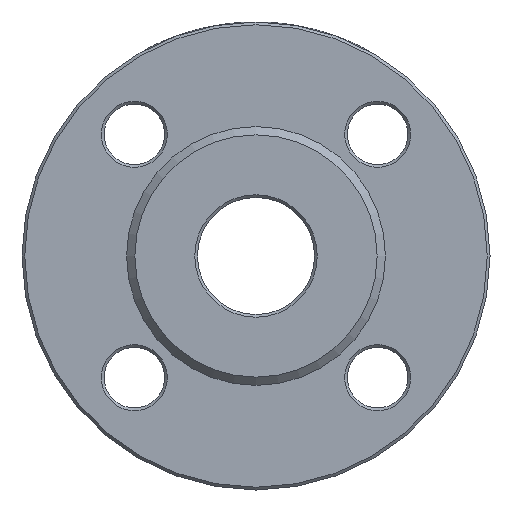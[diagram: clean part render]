
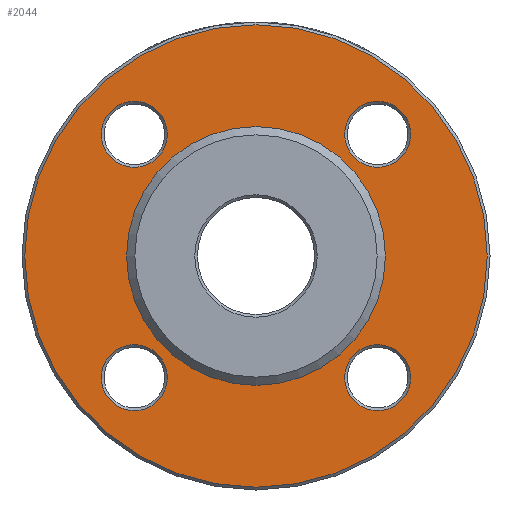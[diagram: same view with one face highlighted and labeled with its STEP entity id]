
A CAD part, left-side view. The second image highlights one B-rep face of the part: STEP entity #2044.
In plain terms, the highlighted planar face has unit normal (-1, 0, 0).
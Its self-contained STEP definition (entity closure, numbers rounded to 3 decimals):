
#199 = CARTESIAN_POINT ( 'NONE',  ( 3., -56.194, -44.194 ) ) ;
#256 = VERTEX_POINT ( 'NONE', #3803 ) ;
#301 = FACE_BOUND ( 'NONE', #344, .T. ) ;
#344 = EDGE_LOOP ( 'NONE', ( #2233 ) ) ;
#357 = FACE_BOUND ( 'NONE', #953, .T. ) ;
#466 = DIRECTION ( 'NONE',  ( 0., -1., 0. ) ) ;
#491 = AXIS2_PLACEMENT_3D ( 'NONE', #3062, #2160, #4461 ) ;
#513 = EDGE_CURVE ( 'NONE', #256, #256, #563, .T. ) ;
#563 = CIRCLE ( 'NONE', #2032, 47. ) ;
#723 = VERTEX_POINT ( 'NONE', #2826 ) ;
#829 = EDGE_CURVE ( 'NONE', #5056, #5056, #4244, .T. ) ;
#863 = CIRCLE ( 'NONE', #1139, 12. ) ;
#949 = AXIS2_PLACEMENT_3D ( 'NONE', #2020, #3757, #4590 ) ;
#953 = EDGE_LOOP ( 'NONE', ( #3123 ) ) ;
#1139 = AXIS2_PLACEMENT_3D ( 'NONE', #4888, #4859, #4433 ) ;
#1213 = AXIS2_PLACEMENT_3D ( 'NONE', #3070, #3576, #3096 ) ;
#1298 = ORIENTED_EDGE ( 'NONE', *, *, #829, .T. ) ;
#1540 = EDGE_CURVE ( 'NONE', #5415, #5415, #4066, .T. ) ;
#1611 = VERTEX_POINT ( 'NONE', #2512 ) ;
#1654 = DIRECTION ( 'NONE',  ( 0., 0., -1. ) ) ;
#2020 = CARTESIAN_POINT ( 'NONE',  ( 3., 44.194, -44.194 ) ) ;
#2032 = AXIS2_PLACEMENT_3D ( 'NONE', #4206, #2944, #3773 ) ;
#2044 = ADVANCED_FACE ( 'NONE', ( #5511, #357, #2930, #4676, #5573, #301 ), #2054, .F. ) ;
#2054 = PLANE ( 'NONE',  #5158 ) ;
#2143 = DIRECTION ( 'NONE',  ( 1., 0., 0. ) ) ;
#2160 = DIRECTION ( 'NONE',  ( -1., 0., 0. ) ) ;
#2168 = EDGE_LOOP ( 'NONE', ( #1298 ) ) ;
#2233 = ORIENTED_EDGE ( 'NONE', *, *, #513, .F. ) ;
#2483 = VERTEX_POINT ( 'NONE', #4230 ) ;
#2512 = CARTESIAN_POINT ( 'NONE',  ( 3., -44.194, 56.194 ) ) ;
#2727 = ORIENTED_EDGE ( 'NONE', *, *, #1540, .T. ) ;
#2826 = CARTESIAN_POINT ( 'NONE',  ( 3., 44.194, -56.194 ) ) ;
#2930 = FACE_BOUND ( 'NONE', #4317, .T. ) ;
#2944 = DIRECTION ( 'NONE',  ( -1., 0., 0. ) ) ;
#3062 = CARTESIAN_POINT ( 'NONE',  ( 3., 0., 0. ) ) ;
#3070 = CARTESIAN_POINT ( 'NONE',  ( 3., 44.194, 44.194 ) ) ;
#3096 = DIRECTION ( 'NONE',  ( 0., 1., 0. ) ) ;
#3123 = ORIENTED_EDGE ( 'NONE', *, *, #3863, .T. ) ;
#3367 = EDGE_CURVE ( 'NONE', #723, #723, #3891, .T. ) ;
#3576 = DIRECTION ( 'NONE',  ( 1., 0., 0. ) ) ;
#3591 = ORIENTED_EDGE ( 'NONE', *, *, #3367, .T. ) ;
#3757 = DIRECTION ( 'NONE',  ( 1., 0., 0. ) ) ;
#3768 = CARTESIAN_POINT ( 'NONE',  ( 3., 56.194, 44.194 ) ) ;
#3773 = DIRECTION ( 'NONE',  ( 0., 0., 1. ) ) ;
#3786 = CARTESIAN_POINT ( 'NONE',  ( 3., 47., 0. ) ) ;
#3803 = CARTESIAN_POINT ( 'NONE',  ( 3., 0., 47. ) ) ;
#3863 = EDGE_CURVE ( 'NONE', #1611, #1611, #863, .T. ) ;
#3891 = CIRCLE ( 'NONE', #949, 12. ) ;
#4066 = CIRCLE ( 'NONE', #1213, 12. ) ;
#4155 = EDGE_LOOP ( 'NONE', ( #4892 ) ) ;
#4206 = CARTESIAN_POINT ( 'NONE',  ( 3., 0., 0. ) ) ;
#4230 = CARTESIAN_POINT ( 'NONE',  ( 3., 0., -84. ) ) ;
#4244 = CIRCLE ( 'NONE', #4338, 12. ) ;
#4317 = EDGE_LOOP ( 'NONE', ( #2727 ) ) ;
#4338 = AXIS2_PLACEMENT_3D ( 'NONE', #4418, #5640, #466 ) ;
#4418 = CARTESIAN_POINT ( 'NONE',  ( 3., -44.194, -44.194 ) ) ;
#4433 = DIRECTION ( 'NONE',  ( 0., 0., 1. ) ) ;
#4461 = DIRECTION ( 'NONE',  ( 0., 0., -1. ) ) ;
#4590 = DIRECTION ( 'NONE',  ( 0., 0., -1. ) ) ;
#4602 = EDGE_CURVE ( 'NONE', #2483, #2483, #5523, .T. ) ;
#4676 = FACE_BOUND ( 'NONE', #4729, .T. ) ;
#4729 = EDGE_LOOP ( 'NONE', ( #3591 ) ) ;
#4859 = DIRECTION ( 'NONE',  ( 1., 0., 0. ) ) ;
#4888 = CARTESIAN_POINT ( 'NONE',  ( 3., -44.194, 44.194 ) ) ;
#4892 = ORIENTED_EDGE ( 'NONE', *, *, #4602, .T. ) ;
#5056 = VERTEX_POINT ( 'NONE', #199 ) ;
#5158 = AXIS2_PLACEMENT_3D ( 'NONE', #3786, #2143, #1654 ) ;
#5415 = VERTEX_POINT ( 'NONE', #3768 ) ;
#5511 = FACE_BOUND ( 'NONE', #2168, .T. ) ;
#5523 = CIRCLE ( 'NONE', #491, 84. ) ;
#5573 = FACE_OUTER_BOUND ( 'NONE', #4155, .T. ) ;
#5640 = DIRECTION ( 'NONE',  ( 1., 0., 0. ) ) ;
